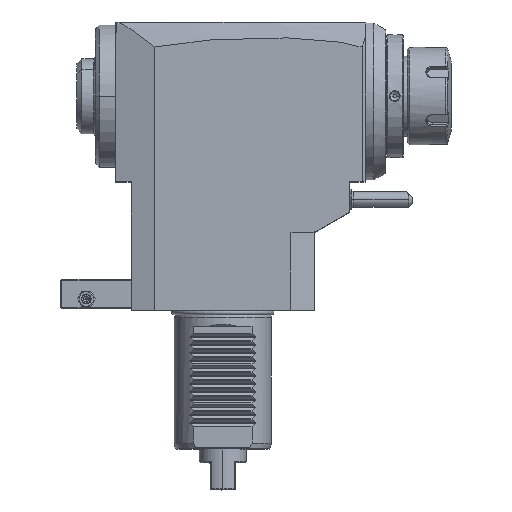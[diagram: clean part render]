
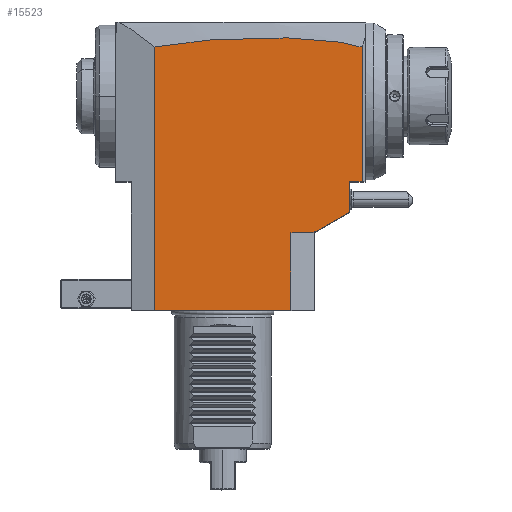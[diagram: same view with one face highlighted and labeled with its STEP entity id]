
A CAD part, top view. The second image highlights one B-rep face of the part: STEP entity #15523.
In plain terms, the highlighted planar face has unit normal (0, 0, 1).
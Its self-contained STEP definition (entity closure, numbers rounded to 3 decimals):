
#9=DIRECTION('',(-1.,0.,0.));
#10=VECTOR('',#9,70.);
#11=CARTESIAN_POINT('',(35.,0.,44.));
#12=LINE('',#11,#10);
#4429=DIRECTION('',(1.,0.,0.));
#4430=VECTOR('',#4429,11.);
#4431=CARTESIAN_POINT('',(35.,40.,44.));
#4432=LINE('',#4431,#4430);
#4445=DIRECTION('',(0.,1.,0.));
#4446=VECTOR('',#4445,40.);
#4447=CARTESIAN_POINT('',(35.,0.,44.));
#4448=LINE('',#4447,#4446);
#4477=DIRECTION('',(0.,-1.,0.));
#4478=VECTOR('',#4477,15.608);
#4479=CARTESIAN_POINT('',(65.,66.,44.));
#4480=LINE('',#4479,#4478);
#4481=DIRECTION('',(-0.866,-0.5,0.));
#4482=VECTOR('',#4481,20.785);
#4483=CARTESIAN_POINT('',(65.,50.392,44.));
#4484=LINE('',#4483,#4482);
#4485=DIRECTION('',(0.,1.,0.));
#4486=VECTOR('',#4485,0.577);
#4487=CARTESIAN_POINT('',(47.,40.,44.));
#4488=LINE('',#4487,#4486);
#4489=DIRECTION('',(0.866,0.5,0.));
#4490=VECTOR('',#4489,1.155);
#4491=CARTESIAN_POINT('',(46.,40.,44.));
#4492=LINE('',#4491,#4490);
#4493=DIRECTION('',(0.,1.,0.));
#4494=VECTOR('',#4493,135.17);
#4495=CARTESIAN_POINT('',(-35.,0.,44.));
#4496=LINE('',#4495,#4494);
#4497=CARTESIAN_POINT('',(71.5,135.054,44.));
#4498=CARTESIAN_POINT('',(71.148,135.177,44.));
#4499=CARTESIAN_POINT('',(70.419,135.419,44.));
#4500=CARTESIAN_POINT('',(69.237,135.77,44.));
#4501=CARTESIAN_POINT('',(68.,136.102,44.));
#4502=CARTESIAN_POINT('',(66.73,136.411,44.));
#4503=CARTESIAN_POINT('',(65.45,136.696,44.));
#4504=CARTESIAN_POINT('',(64.098,136.972,44.));
#4505=CARTESIAN_POINT('',(62.616,137.25,44.));
#4506=CARTESIAN_POINT('',(60.942,137.537,44.));
#4507=CARTESIAN_POINT('',(59.028,137.833,44.));
#4508=CARTESIAN_POINT('',(56.864,138.134,44.));
#4509=CARTESIAN_POINT('',(54.439,138.432,44.));
#4510=CARTESIAN_POINT('',(51.72,138.725,44.));
#4511=CARTESIAN_POINT('',(48.649,139.01,44.));
#4512=CARTESIAN_POINT('',(45.173,139.28,44.));
#4513=CARTESIAN_POINT('',(41.206,139.528,44.));
#4514=CARTESIAN_POINT('',(36.695,139.741,44.));
#4515=CARTESIAN_POINT('',(31.732,139.897,44.));
#4516=CARTESIAN_POINT('',(26.433,139.981,44.));
#4517=CARTESIAN_POINT('',(20.988,139.986,44.));
#4518=CARTESIAN_POINT('',(15.47,139.91,44.));
#4519=CARTESIAN_POINT('',(9.926,139.756,44.));
#4520=CARTESIAN_POINT('',(4.337,139.521,44.));
#4521=CARTESIAN_POINT('',(-1.298,139.202,44.));
#4522=CARTESIAN_POINT('',(-6.665,138.816,44.));
#4523=CARTESIAN_POINT('',(-11.42,138.406,44.));
#4524=CARTESIAN_POINT('',(-15.695,137.979,44.));
#4525=CARTESIAN_POINT('',(-19.682,137.528,44.));
#4526=CARTESIAN_POINT('',(-23.577,137.031,44.));
#4527=CARTESIAN_POINT('',(-27.425,136.481,44.));
#4528=CARTESIAN_POINT('',(-31.228,135.869,44.));
#4529=CARTESIAN_POINT('',(-33.747,135.413,44.));
#4530=CARTESIAN_POINT('',(-35.,135.17,44.));
#4532=DIRECTION('',(0.,-1.,0.));
#4533=VECTOR('',#4532,69.054);
#4534=CARTESIAN_POINT('',(71.5,135.054,44.));
#4535=LINE('',#4534,#4533);
#4536=DIRECTION('',(1.,0.,0.));
#4537=VECTOR('',#4536,6.5);
#4538=CARTESIAN_POINT('',(65.,66.,44.));
#4539=LINE('',#4538,#4537);
#10848=VERTEX_POINT('',#4497);
#10849=VERTEX_POINT('',#4530);
#10861=CARTESIAN_POINT('',(71.5,66.,44.));
#10862=VERTEX_POINT('',#10861);
#10881=CARTESIAN_POINT('',(35.,40.,44.));
#10882=CARTESIAN_POINT('',(46.,40.,44.));
#10883=VERTEX_POINT('',#10881);
#10884=VERTEX_POINT('',#10882);
#11214=CARTESIAN_POINT('',(35.,0.,44.));
#11215=CARTESIAN_POINT('',(-35.,0.,44.));
#11216=VERTEX_POINT('',#11214);
#11217=VERTEX_POINT('',#11215);
#11228=CARTESIAN_POINT('',(65.,50.392,44.));
#11229=CARTESIAN_POINT('',(47.,40.,44.));
#11230=VERTEX_POINT('',#11228);
#11231=VERTEX_POINT('',#11229);
#11288=CARTESIAN_POINT('',(47.,40.577,44.));
#11290=VERTEX_POINT('',#11288);
#11374=CARTESIAN_POINT('',(65.,66.,44.));
#11375=VERTEX_POINT('',#11374);
#15501=CARTESIAN_POINT('',(-53.475,40.,44.));
#15502=DIRECTION('',(0.,0.,1.));
#15503=DIRECTION('',(1.,0.,0.));
#15504=AXIS2_PLACEMENT_3D('',#15501,#15502,#15503);
#15505=PLANE('',#15504);
#15507=ORIENTED_EDGE('',*,*,#15506,.F.);
#15509=ORIENTED_EDGE('',*,*,#15508,.T.);
#15510=ORIENTED_EDGE('',*,*,#15421,.T.);
#15512=ORIENTED_EDGE('',*,*,#15511,.T.);
#15514=ORIENTED_EDGE('',*,*,#15513,.F.);
#15515=ORIENTED_EDGE('',*,*,#15441,.F.);
#15516=ORIENTED_EDGE('',*,*,#15458,.F.);
#15517=ORIENTED_EDGE('',*,*,#11393,.T.);
#15518=ORIENTED_EDGE('',*,*,#11553,.T.);
#15519=ORIENTED_EDGE('',*,*,#12011,.F.);
#15520=ORIENTED_EDGE('',*,*,#12028,.T.);
#15521=EDGE_LOOP('',(#15507,#15509,#15510,#15512,#15514,#15515,#15516,#15517,
#15518,#15519,#15520));
#15522=FACE_OUTER_BOUND('',#15521,.F.);
#4531=B_SPLINE_CURVE_WITH_KNOTS('',3,(#4497,#4498,#4499,#4500,#4501,#4502,#4503,
#4504,#4505,#4506,#4507,#4508,#4509,#4510,#4511,#4512,#4513,#4514,#4515,#4516,
#4517,#4518,#4519,#4520,#4521,#4522,#4523,#4524,#4525,#4526,#4527,#4528,#4529,
#4530),.UNSPECIFIED.,.F.,.F.,(4,1,1,1,1,1,1,1,1,1,1,1,1,1,1,1,1,1,1,1,1,1,1,1,1,
1,1,1,1,1,1,4),(0.,0.032,0.065,0.097,
0.129,0.161,0.194,0.226,
0.258,0.29,0.323,0.355,
0.387,0.419,0.452,0.484,
0.516,0.548,0.581,0.613,
0.645,0.677,0.71,0.742,
0.774,0.806,0.839,0.871,
0.903,0.935,0.968,1.),.UNSPECIFIED.);
#11393=EDGE_CURVE('',#11216,#11217,#12,.T.);
#11553=EDGE_CURVE('',#11217,#10849,#4496,.T.);
#12011=EDGE_CURVE('',#10848,#10849,#4531,.T.);
#12028=EDGE_CURVE('',#10848,#10862,#4535,.T.);
#15421=EDGE_CURVE('',#11230,#11231,#4484,.T.);
#15441=EDGE_CURVE('',#10883,#10884,#4432,.T.);
#15458=EDGE_CURVE('',#11216,#10883,#4448,.T.);
#15506=EDGE_CURVE('',#11375,#10862,#4539,.T.);
#15508=EDGE_CURVE('',#11375,#11230,#4480,.T.);
#15511=EDGE_CURVE('',#11231,#11290,#4488,.T.);
#15513=EDGE_CURVE('',#10884,#11290,#4492,.T.);
#15523=ADVANCED_FACE('',(#15522),#15505,.T.);
